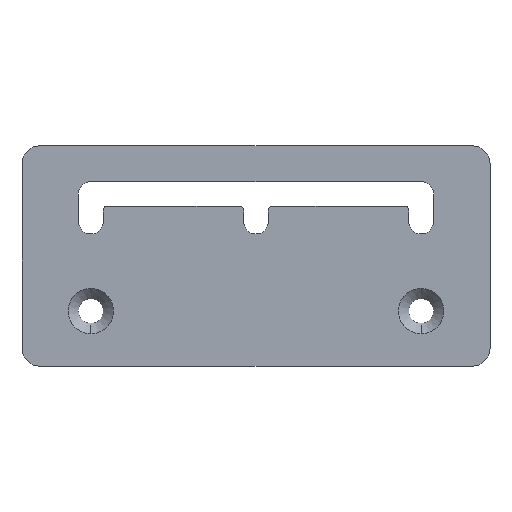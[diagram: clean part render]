
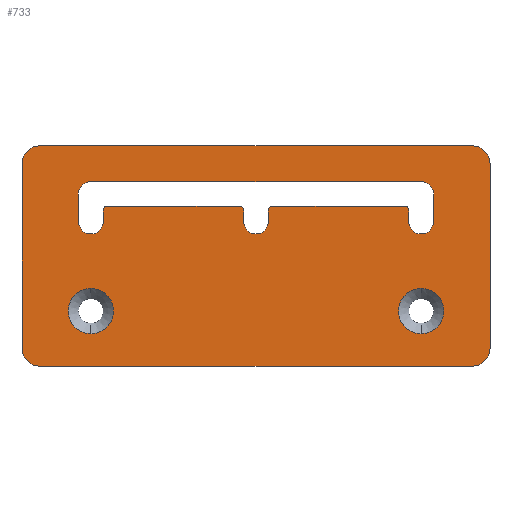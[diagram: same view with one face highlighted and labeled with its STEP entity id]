
A CAD part, top view. The second image highlights one B-rep face of the part: STEP entity #733.
In plain terms, the highlighted planar face has unit normal (0, 0, 1).
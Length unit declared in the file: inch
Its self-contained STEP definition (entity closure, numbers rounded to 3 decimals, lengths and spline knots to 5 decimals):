
#111=CARTESIAN_POINT('',(-0.13,-0.13,0.));
#112=DIRECTION('',(0.,0.,1.));
#113=DIRECTION('',(1.,0.,0.));
#114=AXIS2_PLACEMENT_3D('',#111,#112,#113);
#116=DIRECTION('',(0.,-1.,0.));
#117=VECTOR('',#116,1.34);
#118=CARTESIAN_POINT('',(0.,-0.13,0.));
#119=LINE('',#118,#117);
#120=DIRECTION('',(-1.,0.,0.));
#121=VECTOR('',#120,3.14);
#122=CARTESIAN_POINT('',(-0.13,-1.6,0.));
#123=LINE('',#122,#121);
#124=DIRECTION('',(0.,1.,0.));
#125=VECTOR('',#124,1.34);
#126=CARTESIAN_POINT('',(-3.4,-1.47,0.));
#127=LINE('',#126,#125);
#128=DIRECTION('',(1.,0.,0.));
#129=VECTOR('',#128,3.14);
#130=CARTESIAN_POINT('',(-3.27,0.,0.));
#131=LINE('',#130,#129);
#132=CARTESIAN_POINT('',(-2.9,-1.2,0.));
#133=DIRECTION('',(0.,0.,1.));
#134=DIRECTION('',(0.,1.,0.));
#135=AXIS2_PLACEMENT_3D('',#132,#133,#134);
#137=CARTESIAN_POINT('',(-2.9,-1.2,0.));
#138=DIRECTION('',(0.,0.,1.));
#139=DIRECTION('',(0.,-1.,0.));
#140=AXIS2_PLACEMENT_3D('',#137,#138,#139);
#142=DIRECTION('',(1.,0.,0.));
#143=VECTOR('',#142,0.97);
#144=CARTESIAN_POINT('',(-2.785,-0.44,0.));
#145=LINE('',#144,#143);
#146=DIRECTION('',(0.,-1.,0.));
#147=VECTOR('',#146,0.085);
#148=CARTESIAN_POINT('',(-1.79,-0.465,0.));
#149=LINE('',#148,#147);
#150=CARTESIAN_POINT('',(-1.7,-0.55,0.));
#151=DIRECTION('',(0.,0.,1.));
#152=DIRECTION('',(-1.,0.,0.));
#153=AXIS2_PLACEMENT_3D('',#150,#151,#152);
#155=DIRECTION('',(0.,1.,0.));
#156=VECTOR('',#155,0.085);
#157=CARTESIAN_POINT('',(-1.61,-0.55,0.));
#158=LINE('',#157,#156);
#159=DIRECTION('',(1.,0.,0.));
#160=VECTOR('',#159,0.97);
#161=CARTESIAN_POINT('',(-1.585,-0.44,0.));
#162=LINE('',#161,#160);
#163=DIRECTION('',(0.,-1.,0.));
#164=VECTOR('',#163,0.085);
#165=CARTESIAN_POINT('',(-0.59,-0.465,0.));
#166=LINE('',#165,#164);
#167=CARTESIAN_POINT('',(-0.5,-0.55,0.));
#168=DIRECTION('',(0.,0.,1.));
#169=DIRECTION('',(-1.,0.,0.));
#170=AXIS2_PLACEMENT_3D('',#167,#168,#169);
#172=DIRECTION('',(0.,1.,0.));
#173=VECTOR('',#172,0.2);
#174=CARTESIAN_POINT('',(-0.41,-0.55,0.));
#175=LINE('',#174,#173);
#176=CARTESIAN_POINT('',(-0.5,-0.35,0.));
#177=DIRECTION('',(0.,0.,1.));
#178=DIRECTION('',(1.,0.,0.));
#179=AXIS2_PLACEMENT_3D('',#176,#177,#178);
#181=DIRECTION('',(-1.,0.,0.));
#182=VECTOR('',#181,2.4);
#183=CARTESIAN_POINT('',(-0.5,-0.26,0.));
#184=LINE('',#183,#182);
#185=CARTESIAN_POINT('',(-2.9,-0.35,0.));
#186=DIRECTION('',(0.,0.,1.));
#187=DIRECTION('',(0.,1.,0.));
#188=AXIS2_PLACEMENT_3D('',#185,#186,#187);
#190=DIRECTION('',(0.,-1.,0.));
#191=VECTOR('',#190,0.2);
#192=CARTESIAN_POINT('',(-2.99,-0.35,0.));
#193=LINE('',#192,#191);
#194=CARTESIAN_POINT('',(-2.9,-0.55,0.));
#195=DIRECTION('',(0.,0.,1.));
#196=DIRECTION('',(-1.,0.,0.));
#197=AXIS2_PLACEMENT_3D('',#194,#195,#196);
#199=DIRECTION('',(0.,1.,0.));
#200=VECTOR('',#199,0.085);
#201=CARTESIAN_POINT('',(-2.81,-0.55,0.));
#202=LINE('',#201,#200);
#203=CARTESIAN_POINT('',(-0.5,-1.2,0.));
#204=DIRECTION('',(0.,0.,1.));
#205=DIRECTION('',(0.,1.,0.));
#206=AXIS2_PLACEMENT_3D('',#203,#204,#205);
#208=CARTESIAN_POINT('',(-0.5,-1.2,0.));
#209=DIRECTION('',(0.,0.,1.));
#210=DIRECTION('',(0.,-1.,0.));
#211=AXIS2_PLACEMENT_3D('',#208,#209,#210);
#226=CARTESIAN_POINT('',(-0.13,-1.47,0.));
#227=DIRECTION('',(0.,0.,1.));
#228=DIRECTION('',(0.,-1.,0.));
#229=AXIS2_PLACEMENT_3D('',#226,#227,#228);
#244=CARTESIAN_POINT('',(-3.27,-1.47,0.));
#245=DIRECTION('',(0.,0.,1.));
#246=DIRECTION('',(-1.,0.,0.));
#247=AXIS2_PLACEMENT_3D('',#244,#245,#246);
#262=CARTESIAN_POINT('',(-3.27,-0.13,0.));
#263=DIRECTION('',(0.,0.,1.));
#264=DIRECTION('',(0.,1.,0.));
#265=AXIS2_PLACEMENT_3D('',#262,#263,#264);
#297=CARTESIAN_POINT('',(-2.785,-0.465,0.));
#298=DIRECTION('',(0.,0.,1.));
#299=DIRECTION('',(0.,1.,0.));
#300=AXIS2_PLACEMENT_3D('',#297,#298,#299);
#315=CARTESIAN_POINT('',(-1.815,-0.465,0.));
#316=DIRECTION('',(0.,0.,1.));
#317=DIRECTION('',(1.,0.,0.));
#318=AXIS2_PLACEMENT_3D('',#315,#316,#317);
#341=CARTESIAN_POINT('',(-1.585,-0.465,0.));
#342=DIRECTION('',(0.,0.,1.));
#343=DIRECTION('',(0.,1.,0.));
#344=AXIS2_PLACEMENT_3D('',#341,#342,#343);
#359=CARTESIAN_POINT('',(-0.615,-0.465,0.));
#360=DIRECTION('',(0.,0.,1.));
#361=DIRECTION('',(1.,0.,0.));
#362=AXIS2_PLACEMENT_3D('',#359,#360,#361);
#451=CARTESIAN_POINT('',(-2.99,-0.55,0.));
#452=CARTESIAN_POINT('',(-2.81,-0.55,0.));
#453=VERTEX_POINT('',#451);
#454=VERTEX_POINT('',#452);
#455=CARTESIAN_POINT('',(-1.79,-0.55,0.));
#456=CARTESIAN_POINT('',(-1.61,-0.55,0.));
#457=VERTEX_POINT('',#455);
#458=VERTEX_POINT('',#456);
#459=CARTESIAN_POINT('',(-0.59,-0.55,0.));
#460=CARTESIAN_POINT('',(-0.41,-0.55,0.));
#461=VERTEX_POINT('',#459);
#462=VERTEX_POINT('',#460);
#463=CARTESIAN_POINT('',(-0.41,-0.35,0.));
#464=VERTEX_POINT('',#463);
#465=CARTESIAN_POINT('',(-0.5,-0.26,0.));
#466=VERTEX_POINT('',#465);
#467=CARTESIAN_POINT('',(-2.9,-0.26,0.));
#468=VERTEX_POINT('',#467);
#469=CARTESIAN_POINT('',(-2.99,-0.35,0.));
#470=VERTEX_POINT('',#469);
#471=CARTESIAN_POINT('',(-0.13,0.,0.));
#473=VERTEX_POINT('',#471);
#477=CARTESIAN_POINT('',(0.,-0.13,0.));
#478=VERTEX_POINT('',#477);
#479=CARTESIAN_POINT('',(-3.4,-0.13,0.));
#481=VERTEX_POINT('',#479);
#485=CARTESIAN_POINT('',(-3.27,0.,0.));
#486=VERTEX_POINT('',#485);
#487=CARTESIAN_POINT('',(-3.27,-1.6,0.));
#489=VERTEX_POINT('',#487);
#493=CARTESIAN_POINT('',(-3.4,-1.47,0.));
#494=VERTEX_POINT('',#493);
#495=CARTESIAN_POINT('',(0.,-1.47,0.));
#497=VERTEX_POINT('',#495);
#501=CARTESIAN_POINT('',(-0.13,-1.6,0.));
#502=VERTEX_POINT('',#501);
#504=CARTESIAN_POINT('',(-2.785,-0.44,0.));
#506=VERTEX_POINT('',#504);
#507=CARTESIAN_POINT('',(-2.81,-0.465,0.));
#508=VERTEX_POINT('',#507);
#512=CARTESIAN_POINT('',(-1.79,-0.465,0.));
#514=VERTEX_POINT('',#512);
#515=CARTESIAN_POINT('',(-1.815,-0.44,0.));
#516=VERTEX_POINT('',#515);
#520=CARTESIAN_POINT('',(-1.585,-0.44,0.));
#522=VERTEX_POINT('',#520);
#523=CARTESIAN_POINT('',(-1.61,-0.465,0.));
#524=VERTEX_POINT('',#523);
#528=CARTESIAN_POINT('',(-0.59,-0.465,0.));
#530=VERTEX_POINT('',#528);
#531=CARTESIAN_POINT('',(-0.615,-0.44,0.));
#532=VERTEX_POINT('',#531);
#539=CARTESIAN_POINT('',(-0.5,-1.035,0.));
#540=CARTESIAN_POINT('',(-0.5,-1.365,0.));
#541=VERTEX_POINT('',#539);
#542=VERTEX_POINT('',#540);
#547=CARTESIAN_POINT('',(-2.9,-1.035,0.));
#548=CARTESIAN_POINT('',(-2.9,-1.365,0.));
#549=VERTEX_POINT('',#547);
#550=VERTEX_POINT('',#548);
#662=CARTESIAN_POINT('',(0.,-1.6,0.));
#663=DIRECTION('',(0.,0.,-1.));
#664=DIRECTION('',(0.,1.,0.));
#665=AXIS2_PLACEMENT_3D('',#662,#663,#664);
#666=PLANE('',#665);
#667=ORIENTED_EDGE('',*,*,#643,.F.);
#669=ORIENTED_EDGE('',*,*,#668,.T.);
#671=ORIENTED_EDGE('',*,*,#670,.F.);
#673=ORIENTED_EDGE('',*,*,#672,.T.);
#675=ORIENTED_EDGE('',*,*,#674,.F.);
#677=ORIENTED_EDGE('',*,*,#676,.T.);
#679=ORIENTED_EDGE('',*,*,#678,.F.);
#680=ORIENTED_EDGE('',*,*,#654,.T.);
#681=EDGE_LOOP('',(#667,#669,#671,#673,#675,#677,#679,#680));
#682=FACE_OUTER_BOUND('',#681,.F.);
#684=ORIENTED_EDGE('',*,*,#683,.T.);
#686=ORIENTED_EDGE('',*,*,#685,.T.);
#687=EDGE_LOOP('',(#684,#686));
#688=FACE_BOUND('',#687,.F.);
#690=ORIENTED_EDGE('',*,*,#689,.F.);
#692=ORIENTED_EDGE('',*,*,#691,.T.);
#694=ORIENTED_EDGE('',*,*,#693,.F.);
#696=ORIENTED_EDGE('',*,*,#695,.T.);
#698=ORIENTED_EDGE('',*,*,#697,.T.);
#700=ORIENTED_EDGE('',*,*,#699,.T.);
#702=ORIENTED_EDGE('',*,*,#701,.F.);
#704=ORIENTED_EDGE('',*,*,#703,.T.);
#706=ORIENTED_EDGE('',*,*,#705,.F.);
#708=ORIENTED_EDGE('',*,*,#707,.T.);
#710=ORIENTED_EDGE('',*,*,#709,.T.);
#712=ORIENTED_EDGE('',*,*,#711,.T.);
#714=ORIENTED_EDGE('',*,*,#713,.T.);
#716=ORIENTED_EDGE('',*,*,#715,.T.);
#718=ORIENTED_EDGE('',*,*,#717,.T.);
#720=ORIENTED_EDGE('',*,*,#719,.T.);
#722=ORIENTED_EDGE('',*,*,#721,.T.);
#724=ORIENTED_EDGE('',*,*,#723,.T.);
#725=EDGE_LOOP('',(#690,#692,#694,#696,#698,#700,#702,#704,#706,#708,#710,#712,
#714,#716,#718,#720,#722,#724));
#726=FACE_BOUND('',#725,.F.);
#728=ORIENTED_EDGE('',*,*,#727,.T.);
#730=ORIENTED_EDGE('',*,*,#729,.T.);
#731=EDGE_LOOP('',(#728,#730));
#732=FACE_BOUND('',#731,.F.);
#733=ADVANCED_FACE('',(#682,#688,#726,#732),#666,.F.);
#115=CIRCLE('',#114,0.13);
#136=CIRCLE('',#135,0.165);
#141=CIRCLE('',#140,0.165);
#154=CIRCLE('',#153,0.09);
#171=CIRCLE('',#170,0.09);
#180=CIRCLE('',#179,0.09);
#189=CIRCLE('',#188,0.09);
#198=CIRCLE('',#197,0.09);
#207=CIRCLE('',#206,0.165);
#212=CIRCLE('',#211,0.165);
#230=CIRCLE('',#229,0.13);
#248=CIRCLE('',#247,0.13);
#266=CIRCLE('',#265,0.13);
#301=CIRCLE('',#300,0.025);
#319=CIRCLE('',#318,0.025);
#345=CIRCLE('',#344,0.025);
#363=CIRCLE('',#362,0.025);
#643=EDGE_CURVE('',#478,#473,#115,.T.);
#654=EDGE_CURVE('',#486,#473,#131,.T.);
#668=EDGE_CURVE('',#478,#497,#119,.T.);
#670=EDGE_CURVE('',#502,#497,#230,.T.);
#672=EDGE_CURVE('',#502,#489,#123,.T.);
#674=EDGE_CURVE('',#494,#489,#248,.T.);
#676=EDGE_CURVE('',#494,#481,#127,.T.);
#678=EDGE_CURVE('',#486,#481,#266,.T.);
#683=EDGE_CURVE('',#549,#550,#136,.T.);
#685=EDGE_CURVE('',#550,#549,#141,.T.);
#689=EDGE_CURVE('',#506,#508,#301,.T.);
#691=EDGE_CURVE('',#506,#516,#145,.T.);
#693=EDGE_CURVE('',#514,#516,#319,.T.);
#695=EDGE_CURVE('',#514,#457,#149,.T.);
#697=EDGE_CURVE('',#457,#458,#154,.T.);
#699=EDGE_CURVE('',#458,#524,#158,.T.);
#701=EDGE_CURVE('',#522,#524,#345,.T.);
#703=EDGE_CURVE('',#522,#532,#162,.T.);
#705=EDGE_CURVE('',#530,#532,#363,.T.);
#707=EDGE_CURVE('',#530,#461,#166,.T.);
#709=EDGE_CURVE('',#461,#462,#171,.T.);
#711=EDGE_CURVE('',#462,#464,#175,.T.);
#713=EDGE_CURVE('',#464,#466,#180,.T.);
#715=EDGE_CURVE('',#466,#468,#184,.T.);
#717=EDGE_CURVE('',#468,#470,#189,.T.);
#719=EDGE_CURVE('',#470,#453,#193,.T.);
#721=EDGE_CURVE('',#453,#454,#198,.T.);
#723=EDGE_CURVE('',#454,#508,#202,.T.);
#727=EDGE_CURVE('',#541,#542,#207,.T.);
#729=EDGE_CURVE('',#542,#541,#212,.T.);
